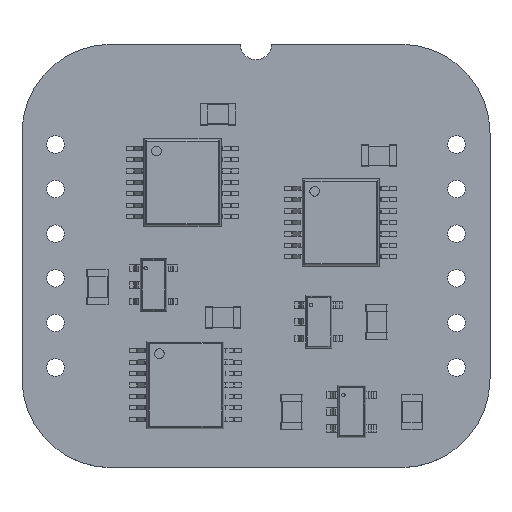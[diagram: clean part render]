
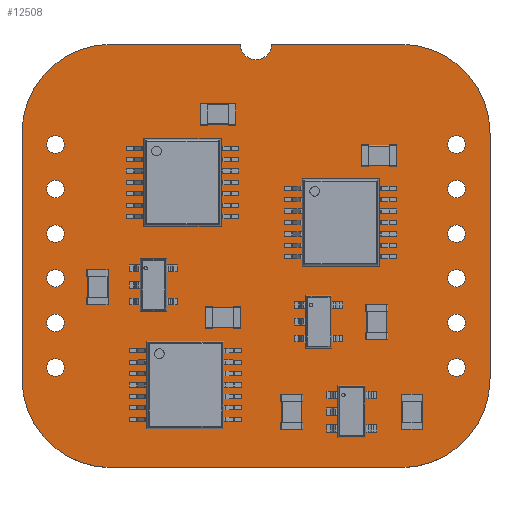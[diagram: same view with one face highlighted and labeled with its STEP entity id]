
A CAD part, top view. The second image highlights one B-rep face of the part: STEP entity #12508.
In plain terms, the highlighted planar face has unit normal (0, 0, 1).
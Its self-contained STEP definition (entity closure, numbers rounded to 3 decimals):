
#12210 = VERTEX_POINT('',#12211);
#12211 = CARTESIAN_POINT('',(10.541,5.715,1.6));
#12217 = EDGE_CURVE('',#12210,#12218,#12220,.T.);
#12218 = VERTEX_POINT('',#12219);
#12219 = CARTESIAN_POINT('',(12.319,5.715,1.6));
#12220 = CIRCLE('',#12221,0.889);
#12221 = AXIS2_PLACEMENT_3D('',#12222,#12223,#12224);
#12222 = CARTESIAN_POINT('',(11.43,5.715,1.6));
#12223 = DIRECTION('',(0.,0.,1.));
#12224 = DIRECTION('',(-1.,0.,0.));
#12252 = VERTEX_POINT('',#12253);
#12253 = CARTESIAN_POINT('',(3.175,5.715,1.6));
#12259 = EDGE_CURVE('',#12252,#12210,#12260,.T.);
#12260 = LINE('',#12261,#12262);
#12261 = CARTESIAN_POINT('',(3.175,5.715,1.6));
#12262 = VECTOR('',#12263,1.);
#12263 = DIRECTION('',(1.,0.,0.));
#12281 = EDGE_CURVE('',#12218,#12282,#12284,.T.);
#12282 = VERTEX_POINT('',#12283);
#12283 = CARTESIAN_POINT('',(19.685,5.715,1.6));
#12284 = LINE('',#12285,#12286);
#12285 = CARTESIAN_POINT('',(12.319,5.715,1.6));
#12286 = VECTOR('',#12287,1.);
#12287 = DIRECTION('',(1.,0.,0.));
#12508 = ADVANCED_FACE('',(#12509,#12572,#12583,#12594,#12605,#12616,
    #12627,#12638,#12649,#12660,#12671,#12682,#12693),#12704,.T.);
#12509 = FACE_BOUND('',#12510,.T.);
#12510 = EDGE_LOOP('',(#12511,#12512,#12513,#12522,#12530,#12539,#12547,
    #12556,#12564,#12571));
#12511 = ORIENTED_EDGE('',*,*,#12217,.F.);
#12512 = ORIENTED_EDGE('',*,*,#12259,.F.);
#12513 = ORIENTED_EDGE('',*,*,#12514,.F.);
#12514 = EDGE_CURVE('',#12515,#12252,#12517,.T.);
#12515 = VERTEX_POINT('',#12516);
#12516 = CARTESIAN_POINT('',(-1.905,0.635,1.6));
#12517 = CIRCLE('',#12518,5.08);
#12518 = AXIS2_PLACEMENT_3D('',#12519,#12520,#12521);
#12519 = CARTESIAN_POINT('',(3.175,0.635,1.6));
#12520 = DIRECTION('',(0.,0.,-1.));
#12521 = DIRECTION('',(-1.,0.,0.));
#12522 = ORIENTED_EDGE('',*,*,#12523,.F.);
#12523 = EDGE_CURVE('',#12524,#12515,#12526,.T.);
#12524 = VERTEX_POINT('',#12525);
#12525 = CARTESIAN_POINT('',(-1.905,-13.335,1.6));
#12526 = LINE('',#12527,#12528);
#12527 = CARTESIAN_POINT('',(-1.905,-13.335,1.6));
#12528 = VECTOR('',#12529,1.);
#12529 = DIRECTION('',(0.,1.,0.));
#12530 = ORIENTED_EDGE('',*,*,#12531,.F.);
#12531 = EDGE_CURVE('',#12532,#12524,#12534,.T.);
#12532 = VERTEX_POINT('',#12533);
#12533 = CARTESIAN_POINT('',(3.175,-18.415,1.6));
#12534 = CIRCLE('',#12535,5.08);
#12535 = AXIS2_PLACEMENT_3D('',#12536,#12537,#12538);
#12536 = CARTESIAN_POINT('',(3.175,-13.335,1.6));
#12537 = DIRECTION('',(0.,0.,-1.));
#12538 = DIRECTION('',(0.,-1.,-0.));
#12539 = ORIENTED_EDGE('',*,*,#12540,.F.);
#12540 = EDGE_CURVE('',#12541,#12532,#12543,.T.);
#12541 = VERTEX_POINT('',#12542);
#12542 = CARTESIAN_POINT('',(19.685,-18.415,1.6));
#12543 = LINE('',#12544,#12545);
#12544 = CARTESIAN_POINT('',(19.685,-18.415,1.6));
#12545 = VECTOR('',#12546,1.);
#12546 = DIRECTION('',(-1.,0.,0.));
#12547 = ORIENTED_EDGE('',*,*,#12548,.F.);
#12548 = EDGE_CURVE('',#12549,#12541,#12551,.T.);
#12549 = VERTEX_POINT('',#12550);
#12550 = CARTESIAN_POINT('',(24.765,-13.335,1.6));
#12551 = CIRCLE('',#12552,5.08);
#12552 = AXIS2_PLACEMENT_3D('',#12553,#12554,#12555);
#12553 = CARTESIAN_POINT('',(19.685,-13.335,1.6));
#12554 = DIRECTION('',(0.,0.,-1.));
#12555 = DIRECTION('',(1.,0.,0.));
#12556 = ORIENTED_EDGE('',*,*,#12557,.F.);
#12557 = EDGE_CURVE('',#12558,#12549,#12560,.T.);
#12558 = VERTEX_POINT('',#12559);
#12559 = CARTESIAN_POINT('',(24.765,0.635,1.6));
#12560 = LINE('',#12561,#12562);
#12561 = CARTESIAN_POINT('',(24.765,0.635,1.6));
#12562 = VECTOR('',#12563,1.);
#12563 = DIRECTION('',(0.,-1.,0.));
#12564 = ORIENTED_EDGE('',*,*,#12565,.F.);
#12565 = EDGE_CURVE('',#12282,#12558,#12566,.T.);
#12566 = CIRCLE('',#12567,5.08);
#12567 = AXIS2_PLACEMENT_3D('',#12568,#12569,#12570);
#12568 = CARTESIAN_POINT('',(19.685,0.635,1.6));
#12569 = DIRECTION('',(0.,0.,-1.));
#12570 = DIRECTION('',(0.,1.,0.));
#12571 = ORIENTED_EDGE('',*,*,#12281,.F.);
#12572 = FACE_BOUND('',#12573,.T.);
#12573 = EDGE_LOOP('',(#12574));
#12574 = ORIENTED_EDGE('',*,*,#12575,.T.);
#12575 = EDGE_CURVE('',#12576,#12576,#12578,.T.);
#12576 = VERTEX_POINT('',#12577);
#12577 = CARTESIAN_POINT('',(0.,-13.2,1.6));
#12578 = CIRCLE('',#12579,0.5);
#12579 = AXIS2_PLACEMENT_3D('',#12580,#12581,#12582);
#12580 = CARTESIAN_POINT('',(0.,-12.7,1.6));
#12581 = DIRECTION('',(-0.,0.,-1.));
#12582 = DIRECTION('',(0.,-1.,-0.));
#12583 = FACE_BOUND('',#12584,.T.);
#12584 = EDGE_LOOP('',(#12585));
#12585 = ORIENTED_EDGE('',*,*,#12586,.T.);
#12586 = EDGE_CURVE('',#12587,#12587,#12589,.T.);
#12587 = VERTEX_POINT('',#12588);
#12588 = CARTESIAN_POINT('',(0.,-10.66,1.6));
#12589 = CIRCLE('',#12590,0.5);
#12590 = AXIS2_PLACEMENT_3D('',#12591,#12592,#12593);
#12591 = CARTESIAN_POINT('',(0.,-10.16,1.6));
#12592 = DIRECTION('',(-0.,0.,-1.));
#12593 = DIRECTION('',(0.,-1.,-0.));
#12594 = FACE_BOUND('',#12595,.T.);
#12595 = EDGE_LOOP('',(#12596));
#12596 = ORIENTED_EDGE('',*,*,#12597,.T.);
#12597 = EDGE_CURVE('',#12598,#12598,#12600,.T.);
#12598 = VERTEX_POINT('',#12599);
#12599 = CARTESIAN_POINT('',(0.,-8.12,1.6));
#12600 = CIRCLE('',#12601,0.5);
#12601 = AXIS2_PLACEMENT_3D('',#12602,#12603,#12604);
#12602 = CARTESIAN_POINT('',(0.,-7.62,1.6));
#12603 = DIRECTION('',(-0.,0.,-1.));
#12604 = DIRECTION('',(-0.,-1.,0.));
#12605 = FACE_BOUND('',#12606,.T.);
#12606 = EDGE_LOOP('',(#12607));
#12607 = ORIENTED_EDGE('',*,*,#12608,.T.);
#12608 = EDGE_CURVE('',#12609,#12609,#12611,.T.);
#12609 = VERTEX_POINT('',#12610);
#12610 = CARTESIAN_POINT('',(22.86,-13.2,1.6));
#12611 = CIRCLE('',#12612,0.5);
#12612 = AXIS2_PLACEMENT_3D('',#12613,#12614,#12615);
#12613 = CARTESIAN_POINT('',(22.86,-12.7,1.6));
#12614 = DIRECTION('',(-0.,0.,-1.));
#12615 = DIRECTION('',(-0.,-1.,0.));
#12616 = FACE_BOUND('',#12617,.T.);
#12617 = EDGE_LOOP('',(#12618));
#12618 = ORIENTED_EDGE('',*,*,#12619,.T.);
#12619 = EDGE_CURVE('',#12620,#12620,#12622,.T.);
#12620 = VERTEX_POINT('',#12621);
#12621 = CARTESIAN_POINT('',(22.86,-10.66,1.6));
#12622 = CIRCLE('',#12623,0.5);
#12623 = AXIS2_PLACEMENT_3D('',#12624,#12625,#12626);
#12624 = CARTESIAN_POINT('',(22.86,-10.16,1.6));
#12625 = DIRECTION('',(-0.,0.,-1.));
#12626 = DIRECTION('',(-0.,-1.,0.));
#12627 = FACE_BOUND('',#12628,.T.);
#12628 = EDGE_LOOP('',(#12629));
#12629 = ORIENTED_EDGE('',*,*,#12630,.T.);
#12630 = EDGE_CURVE('',#12631,#12631,#12633,.T.);
#12631 = VERTEX_POINT('',#12632);
#12632 = CARTESIAN_POINT('',(22.86,-8.12,1.6));
#12633 = CIRCLE('',#12634,0.5);
#12634 = AXIS2_PLACEMENT_3D('',#12635,#12636,#12637);
#12635 = CARTESIAN_POINT('',(22.86,-7.62,1.6));
#12636 = DIRECTION('',(-0.,0.,-1.));
#12637 = DIRECTION('',(-0.,-1.,0.));
#12638 = FACE_BOUND('',#12639,.T.);
#12639 = EDGE_LOOP('',(#12640));
#12640 = ORIENTED_EDGE('',*,*,#12641,.T.);
#12641 = EDGE_CURVE('',#12642,#12642,#12644,.T.);
#12642 = VERTEX_POINT('',#12643);
#12643 = CARTESIAN_POINT('',(0.,-5.58,1.6));
#12644 = CIRCLE('',#12645,0.5);
#12645 = AXIS2_PLACEMENT_3D('',#12646,#12647,#12648);
#12646 = CARTESIAN_POINT('',(0.,-5.08,1.6));
#12647 = DIRECTION('',(-0.,0.,-1.));
#12648 = DIRECTION('',(0.,-1.,-0.));
#12649 = FACE_BOUND('',#12650,.T.);
#12650 = EDGE_LOOP('',(#12651));
#12651 = ORIENTED_EDGE('',*,*,#12652,.T.);
#12652 = EDGE_CURVE('',#12653,#12653,#12655,.T.);
#12653 = VERTEX_POINT('',#12654);
#12654 = CARTESIAN_POINT('',(0.,-3.04,1.6));
#12655 = CIRCLE('',#12656,0.5);
#12656 = AXIS2_PLACEMENT_3D('',#12657,#12658,#12659);
#12657 = CARTESIAN_POINT('',(0.,-2.54,1.6));
#12658 = DIRECTION('',(-0.,0.,-1.));
#12659 = DIRECTION('',(0.,-1.,-0.));
#12660 = FACE_BOUND('',#12661,.T.);
#12661 = EDGE_LOOP('',(#12662));
#12662 = ORIENTED_EDGE('',*,*,#12663,.T.);
#12663 = EDGE_CURVE('',#12664,#12664,#12666,.T.);
#12664 = VERTEX_POINT('',#12665);
#12665 = CARTESIAN_POINT('',(0.,-0.5,1.6));
#12666 = CIRCLE('',#12667,0.5);
#12667 = AXIS2_PLACEMENT_3D('',#12668,#12669,#12670);
#12668 = CARTESIAN_POINT('',(0.,0.,1.6)
  );
#12669 = DIRECTION('',(-0.,0.,-1.));
#12670 = DIRECTION('',(0.,-1.,-0.));
#12671 = FACE_BOUND('',#12672,.T.);
#12672 = EDGE_LOOP('',(#12673));
#12673 = ORIENTED_EDGE('',*,*,#12674,.T.);
#12674 = EDGE_CURVE('',#12675,#12675,#12677,.T.);
#12675 = VERTEX_POINT('',#12676);
#12676 = CARTESIAN_POINT('',(22.86,-5.58,1.6));
#12677 = CIRCLE('',#12678,0.5);
#12678 = AXIS2_PLACEMENT_3D('',#12679,#12680,#12681);
#12679 = CARTESIAN_POINT('',(22.86,-5.08,1.6));
#12680 = DIRECTION('',(-0.,0.,-1.));
#12681 = DIRECTION('',(-0.,-1.,0.));
#12682 = FACE_BOUND('',#12683,.T.);
#12683 = EDGE_LOOP('',(#12684));
#12684 = ORIENTED_EDGE('',*,*,#12685,.T.);
#12685 = EDGE_CURVE('',#12686,#12686,#12688,.T.);
#12686 = VERTEX_POINT('',#12687);
#12687 = CARTESIAN_POINT('',(22.86,-3.04,1.6));
#12688 = CIRCLE('',#12689,0.5);
#12689 = AXIS2_PLACEMENT_3D('',#12690,#12691,#12692);
#12690 = CARTESIAN_POINT('',(22.86,-2.54,1.6));
#12691 = DIRECTION('',(-0.,0.,-1.));
#12692 = DIRECTION('',(-0.,-1.,0.));
#12693 = FACE_BOUND('',#12694,.T.);
#12694 = EDGE_LOOP('',(#12695));
#12695 = ORIENTED_EDGE('',*,*,#12696,.T.);
#12696 = EDGE_CURVE('',#12697,#12697,#12699,.T.);
#12697 = VERTEX_POINT('',#12698);
#12698 = CARTESIAN_POINT('',(22.86,-0.5,1.6));
#12699 = CIRCLE('',#12700,0.5);
#12700 = AXIS2_PLACEMENT_3D('',#12701,#12702,#12703);
#12701 = CARTESIAN_POINT('',(22.86,0.,1.6));
#12702 = DIRECTION('',(-0.,0.,-1.));
#12703 = DIRECTION('',(-0.,-1.,0.));
#12704 = PLANE('',#12705);
#12705 = AXIS2_PLACEMENT_3D('',#12706,#12707,#12708);
#12706 = CARTESIAN_POINT('',(0.,0.,1.6));
#12707 = DIRECTION('',(0.,0.,1.));
#12708 = DIRECTION('',(1.,0.,-0.));
